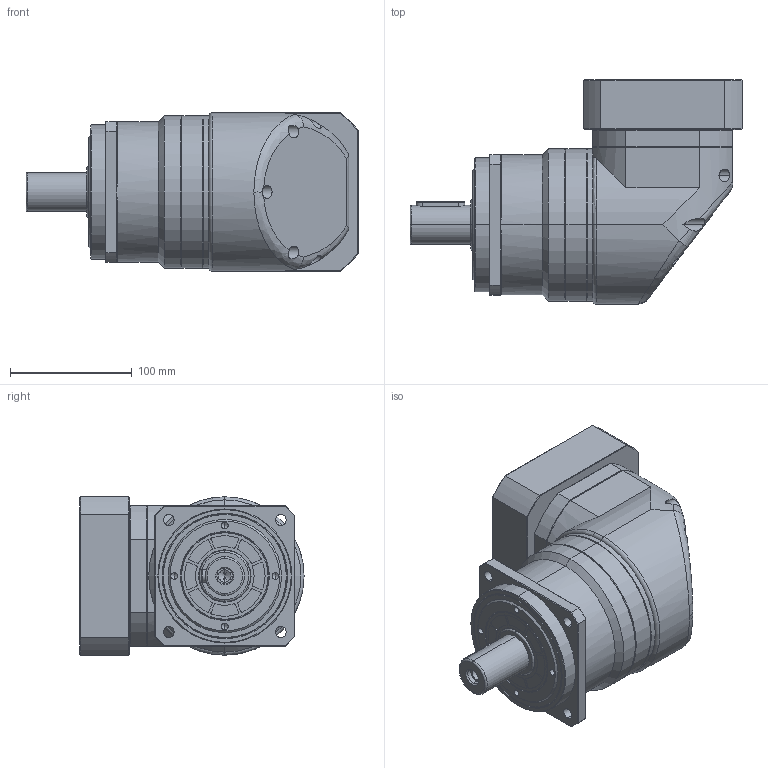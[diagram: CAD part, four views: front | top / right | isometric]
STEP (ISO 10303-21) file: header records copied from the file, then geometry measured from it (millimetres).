
FILE_DESCRIPTION((''),'2;1');
FILE_NAME('TNR115L1-110-28-630001_ASM','2024-06-27T14:59:58',('mayn'),(''),'CREO PARAMETRIC BY PTC INC, 2020053','CREO PARAMETRIC BY PTC INC, 2020053','');
FILE_SCHEMA(('CONFIG_CONTROL_DESIGN'));
Length unit declared in the file: millimetre
Products named in the file (18): SPRING_LOCK_WASHERS--NORMAL_TYP; HEXAGON_SOCKET_HEAD_CAP_S-14853; HEXAGON_SOCKET_COUNTERSUNK_HEAD; TNR115280001; HEXAGON_SOCKET_HEAD_CAP_SC-4645; 1150001; 65X55X700; _TM115_D110-M8-1450001; __20001; _5_5__5_5__1000; _TM115_0001_ASM; HEXAGON_SOCKET_HEAD_CAP_S-14796; ABR1150001; ASR1150002; HEX_SOCKET_SET_SCREWS_WITH_FLAT; TMR1150001; TNR115L1-110-28-63_9-M8-145_1_ASM; TNR115L1-110-28-630001_ASM
Assembly tree (52 placements, depth 4):
  TNR115L1-110-28-630001_ASM
    TNR115L1-110-28-63_9-M8-145_1_ASM
      SPRING_LOCK_WASHERS--NORMAL_TYP  x19
      HEXAGON_SOCKET_HEAD_CAP_S-14853  x12
      HEXAGON_SOCKET_COUNTERSUNK_HEAD
      TNR115280001
      HEXAGON_SOCKET_HEAD_CAP_SC-4645  x7
      1150001
      65X55X700
      _TM115_D110-M8-1450001
      _TM115_0001_ASM
        __20001
        _5_5__5_5__1000
      HEXAGON_SOCKET_HEAD_CAP_S-14796
      ABR1150001
      ASR1150002
      HEX_SOCKET_SET_SCREWS_WITH_FLAT
      TMR1150001
Bounding box: 272.5 x 183.9 x 130 mm (x, y, z)
Volume: 2901198.3 mm3; surface area: 351971 mm2
Topology: 50 solids, 50 shells, 1381 faces, 3353 edges, 2107 vertices
Faces by surface type: plane 575, cylinder 556, cone 183, torus 63, bspline 4
Entity records: 25363 total; most frequent: CARTESIAN_POINT 5126, DIRECTION 4611, ORIENTED_EDGE 3882, EDGE_CURVE 1941, AXIS2_PLACEMENT_3D 1904, VERTEX_POINT 1258, CIRCLE 1011, EDGE_LOOP 941
